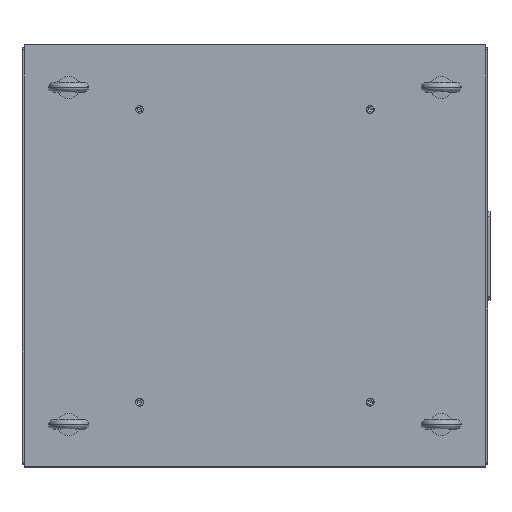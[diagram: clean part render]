
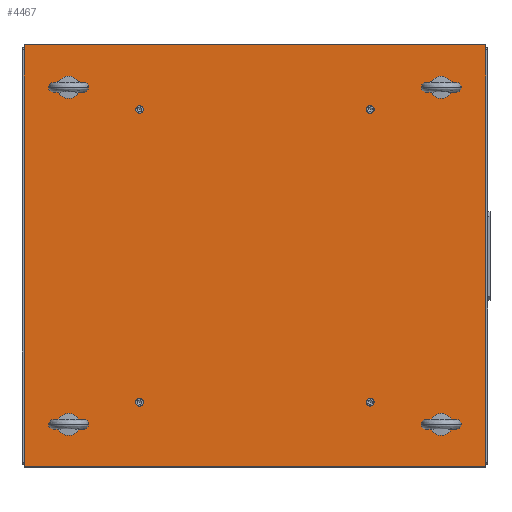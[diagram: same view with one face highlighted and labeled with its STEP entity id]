
A CAD part, top view. The second image highlights one B-rep face of the part: STEP entity #4467.
In plain terms, the highlighted planar face has unit normal (0, 0, 1).
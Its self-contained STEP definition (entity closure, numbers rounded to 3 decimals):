
#204=FACE_BOUND('',#667,.T.);
#205=FACE_BOUND('',#668,.T.);
#206=FACE_BOUND('',#669,.T.);
#207=FACE_BOUND('',#670,.T.);
#208=FACE_BOUND('',#671,.T.);
#209=FACE_BOUND('',#672,.T.);
#210=FACE_BOUND('',#673,.T.);
#211=FACE_BOUND('',#674,.T.);
#260=PLANE('',#4775);
#410=FACE_OUTER_BOUND('',#666,.T.);
#666=EDGE_LOOP('',(#2894,#2895,#2896,#2897));
#667=EDGE_LOOP('',(#2898));
#668=EDGE_LOOP('',(#2899));
#669=EDGE_LOOP('',(#2900));
#670=EDGE_LOOP('',(#2901));
#671=EDGE_LOOP('',(#2902));
#672=EDGE_LOOP('',(#2903));
#673=EDGE_LOOP('',(#2904));
#674=EDGE_LOOP('',(#2905));
#972=LINE('',#6665,#1282);
#976=LINE('',#6672,#1286);
#979=LINE('',#6678,#1289);
#981=LINE('',#6681,#1291);
#1282=VECTOR('',#5331,10.);
#1286=VECTOR('',#5337,10.);
#1289=VECTOR('',#5342,10.);
#1291=VECTOR('',#5346,10.);
#1584=CIRCLE('',#4742,10.376);
#1587=CIRCLE('',#4746,10.376);
#1590=CIRCLE('',#4750,10.376);
#1593=CIRCLE('',#4754,10.376);
#1596=CIRCLE('',#4758,8.647);
#1599=CIRCLE('',#4762,8.647);
#1602=CIRCLE('',#4766,8.647);
#1605=CIRCLE('',#4770,8.647);
#1786=VERTEX_POINT('',#6599);
#1789=VERTEX_POINT('',#6607);
#1792=VERTEX_POINT('',#6615);
#1795=VERTEX_POINT('',#6623);
#1798=VERTEX_POINT('',#6631);
#1801=VERTEX_POINT('',#6639);
#1804=VERTEX_POINT('',#6647);
#1807=VERTEX_POINT('',#6655);
#1810=VERTEX_POINT('',#6662);
#1811=VERTEX_POINT('',#6664);
#1813=VERTEX_POINT('',#6670);
#1815=VERTEX_POINT('',#6676);
#2201=EDGE_CURVE('',#1786,#1786,#1584,.T.);
#2205=EDGE_CURVE('',#1789,#1789,#1587,.T.);
#2209=EDGE_CURVE('',#1792,#1792,#1590,.T.);
#2213=EDGE_CURVE('',#1795,#1795,#1593,.T.);
#2217=EDGE_CURVE('',#1798,#1798,#1596,.T.);
#2221=EDGE_CURVE('',#1801,#1801,#1599,.T.);
#2225=EDGE_CURVE('',#1804,#1804,#1602,.T.);
#2229=EDGE_CURVE('',#1807,#1807,#1605,.T.);
#2232=EDGE_CURVE('',#1810,#1811,#972,.T.);
#2236=EDGE_CURVE('',#1813,#1810,#976,.T.);
#2239=EDGE_CURVE('',#1815,#1813,#979,.T.);
#2241=EDGE_CURVE('',#1811,#1815,#981,.T.);
#2894=ORIENTED_EDGE('',*,*,#2241,.F.);
#2895=ORIENTED_EDGE('',*,*,#2232,.F.);
#2896=ORIENTED_EDGE('',*,*,#2236,.F.);
#2897=ORIENTED_EDGE('',*,*,#2239,.F.);
#2898=ORIENTED_EDGE('',*,*,#2201,.T.);
#2899=ORIENTED_EDGE('',*,*,#2205,.T.);
#2900=ORIENTED_EDGE('',*,*,#2209,.T.);
#2901=ORIENTED_EDGE('',*,*,#2213,.T.);
#2902=ORIENTED_EDGE('',*,*,#2217,.T.);
#2903=ORIENTED_EDGE('',*,*,#2221,.T.);
#2904=ORIENTED_EDGE('',*,*,#2225,.T.);
#2905=ORIENTED_EDGE('',*,*,#2229,.T.);
#4467=ADVANCED_FACE('',(#410,#204,#205,#206,#207,#208,#209,#210,#211),#260,
 .F.);
#4742=AXIS2_PLACEMENT_3D('',#6601,#5262,#5263);
#4746=AXIS2_PLACEMENT_3D('',#6609,#5271,#5272);
#4750=AXIS2_PLACEMENT_3D('',#6617,#5280,#5281);
#4754=AXIS2_PLACEMENT_3D('',#6625,#5289,#5290);
#4758=AXIS2_PLACEMENT_3D('',#6633,#5298,#5299);
#4762=AXIS2_PLACEMENT_3D('',#6641,#5307,#5308);
#4766=AXIS2_PLACEMENT_3D('',#6649,#5316,#5317);
#4770=AXIS2_PLACEMENT_3D('',#6657,#5325,#5326);
#4775=AXIS2_PLACEMENT_3D('',#6682,#5347,#5348);
#5262=DIRECTION('center_axis',(0.,0.,-1.));
#5263=DIRECTION('ref_axis',(1.,0.,0.));
#5271=DIRECTION('center_axis',(0.,0.,-1.));
#5272=DIRECTION('ref_axis',(1.,0.,0.));
#5280=DIRECTION('center_axis',(0.,0.,-1.));
#5281=DIRECTION('ref_axis',(1.,0.,0.));
#5289=DIRECTION('center_axis',(0.,0.,-1.));
#5290=DIRECTION('ref_axis',(1.,0.,0.));
#5298=DIRECTION('center_axis',(0.,0.,-1.));
#5299=DIRECTION('ref_axis',(1.,0.,0.));
#5307=DIRECTION('center_axis',(0.,0.,-1.));
#5308=DIRECTION('ref_axis',(1.,0.,0.));
#5316=DIRECTION('center_axis',(0.,0.,-1.));
#5317=DIRECTION('ref_axis',(1.,0.,0.));
#5325=DIRECTION('center_axis',(0.,0.,-1.));
#5326=DIRECTION('ref_axis',(1.,0.,0.));
#5331=DIRECTION('',(0.,1.,0.));
#5337=DIRECTION('',(-1.,0.,0.));
#5342=DIRECTION('',(0.,-1.,0.));
#5346=DIRECTION('',(1.,0.,0.));
#5347=DIRECTION('center_axis',(0.,0.,-1.));
#5348=DIRECTION('ref_axis',(1.,0.,0.));
#6599=CARTESIAN_POINT('',(-430.376,380.,142.));
#6601=CARTESIAN_POINT('Origin',(-420.,380.,142.));
#6607=CARTESIAN_POINT('',(-430.376,-380.,142.));
#6609=CARTESIAN_POINT('Origin',(-420.,-380.,142.));
#6615=CARTESIAN_POINT('',(409.624,-380.,142.));
#6617=CARTESIAN_POINT('Origin',(420.,-380.,142.));
#6623=CARTESIAN_POINT('',(409.624,380.,142.));
#6625=CARTESIAN_POINT('Origin',(420.,380.,142.));
#6631=CARTESIAN_POINT('',(-268.647,330.,142.));
#6633=CARTESIAN_POINT('Origin',(-260.,330.,142.));
#6639=CARTESIAN_POINT('',(-268.647,-330.,142.));
#6641=CARTESIAN_POINT('Origin',(-260.,-330.,142.));
#6647=CARTESIAN_POINT('',(251.353,-330.,142.));
#6649=CARTESIAN_POINT('Origin',(260.,-330.,142.));
#6655=CARTESIAN_POINT('',(251.353,330.,142.));
#6657=CARTESIAN_POINT('Origin',(260.,330.,142.));
#6662=CARTESIAN_POINT('',(-520.,-475.5,142.));
#6664=CARTESIAN_POINT('',(-520.,475.5,142.));
#6665=CARTESIAN_POINT('',(-520.,-475.5,142.));
#6670=CARTESIAN_POINT('',(520.,-475.5,142.));
#6672=CARTESIAN_POINT('',(520.,-475.5,142.));
#6676=CARTESIAN_POINT('',(520.,475.5,142.));
#6678=CARTESIAN_POINT('',(520.,475.5,142.));
#6681=CARTESIAN_POINT('',(-520.,475.5,142.));
#6682=CARTESIAN_POINT('Origin',(0.,0.,
142.));
